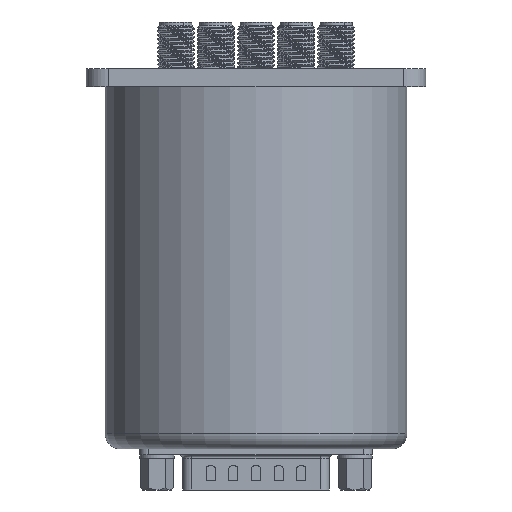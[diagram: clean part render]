
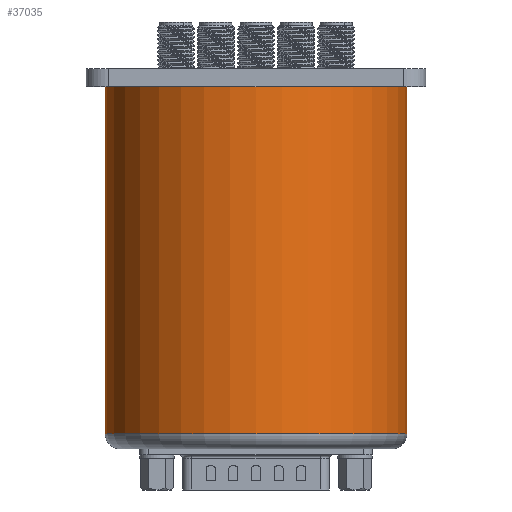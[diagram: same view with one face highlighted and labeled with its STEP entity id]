
A CAD part, front view. The second image highlights one B-rep face of the part: STEP entity #37035.
In plain terms, the highlighted cylindrical face has radius 25.4 mm (diameter 50.8 mm), a partial arc.
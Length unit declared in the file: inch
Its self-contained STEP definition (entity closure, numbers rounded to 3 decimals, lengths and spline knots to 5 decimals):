
#2270 = DIRECTION ( 'NONE',  ( 1., 0., 0. ) ) ;
#2676 = DIRECTION ( 'NONE',  ( -1., 0., 0. ) ) ;
#4164 = CIRCLE ( 'NONE', #19703, 1. ) ;
#4732 = EDGE_CURVE ( 'NONE', #30677, #23970, #4164, .T. ) ;
#9542 = CARTESIAN_POINT ( 'NONE',  ( -1., 0., -2.52 ) ) ;
#10148 = VERTEX_POINT ( 'NONE', #19202 ) ;
#12388 = CARTESIAN_POINT ( 'NONE',  ( 1., 0., -0.12 ) ) ;
#13945 = ORIENTED_EDGE ( 'NONE', *, *, #37066, .T. ) ;
#14854 = CARTESIAN_POINT ( 'NONE',  ( 0., 0., -2.52 ) ) ;
#15779 = VERTEX_POINT ( 'NONE', #30054 ) ;
#18209 = CARTESIAN_POINT ( 'NONE',  ( 0., 0., -0.12 ) ) ;
#19202 = CARTESIAN_POINT ( 'NONE',  ( 1., 0., -2.42 ) ) ;
#19660 = EDGE_CURVE ( 'NONE', #15779, #10148, #37698, .T. ) ;
#19703 = AXIS2_PLACEMENT_3D ( 'NONE', #18209, #21641, #2676 ) ;
#20910 = LINE ( 'NONE', #9542, #46603 ) ;
#21311 = VECTOR ( 'NONE', #49491, 39.37008 ) ;
#21641 = DIRECTION ( 'NONE',  ( 0., 0., 1. ) ) ;
#23177 = CARTESIAN_POINT ( 'NONE',  ( -1., 0., -0.12 ) ) ;
#23970 = VERTEX_POINT ( 'NONE', #12388 ) ;
#24319 = CYLINDRICAL_SURFACE ( 'NONE', #46890, 1. ) ;
#25503 = ORIENTED_EDGE ( 'NONE', *, *, #19660, .T. ) ;
#29487 = ORIENTED_EDGE ( 'NONE', *, *, #4732, .F. ) ;
#30054 = CARTESIAN_POINT ( 'NONE',  ( -1., 0., -2.42 ) ) ;
#30216 = DIRECTION ( 'NONE',  ( 0., 0., 1. ) ) ;
#30677 = VERTEX_POINT ( 'NONE', #23177 ) ;
#32651 = EDGE_CURVE ( 'NONE', #15779, #30677, #20910, .T. ) ;
#33931 = CARTESIAN_POINT ( 'NONE',  ( 1., 0., -2.52 ) ) ;
#36420 = ORIENTED_EDGE ( 'NONE', *, *, #32651, .F. ) ;
#36804 = EDGE_LOOP ( 'NONE', ( #36420, #25503, #13945, #29487 ) ) ;
#37035 = ADVANCED_FACE ( 'NONE', ( #42103 ), #24319, .T. ) ;
#37066 = EDGE_CURVE ( 'NONE', #10148, #23970, #42708, .T. ) ;
#37443 = CARTESIAN_POINT ( 'NONE',  ( 0., 0., -2.42 ) ) ;
#37698 = CIRCLE ( 'NONE', #46941, 1. ) ;
#38395 = DIRECTION ( 'NONE',  ( 1., 0., 0. ) ) ;
#42103 = FACE_OUTER_BOUND ( 'NONE', #36804, .T. ) ;
#42708 = LINE ( 'NONE', #33931, #21311 ) ;
#45586 = DIRECTION ( 'NONE',  ( 0., 0., 1. ) ) ;
#46603 = VECTOR ( 'NONE', #48620, 39.37008 ) ;
#46890 = AXIS2_PLACEMENT_3D ( 'NONE', #14854, #45586, #38395 ) ;
#46941 = AXIS2_PLACEMENT_3D ( 'NONE', #37443, #30216, #2270 ) ;
#48620 = DIRECTION ( 'NONE',  ( 0., 0., 1. ) ) ;
#49491 = DIRECTION ( 'NONE',  ( 0., 0., 1. ) ) ;
